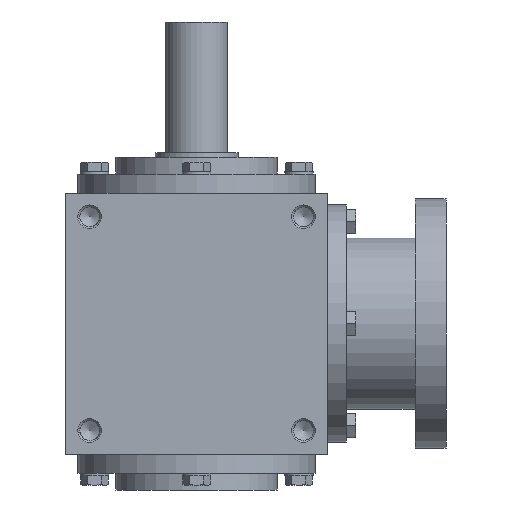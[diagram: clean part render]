
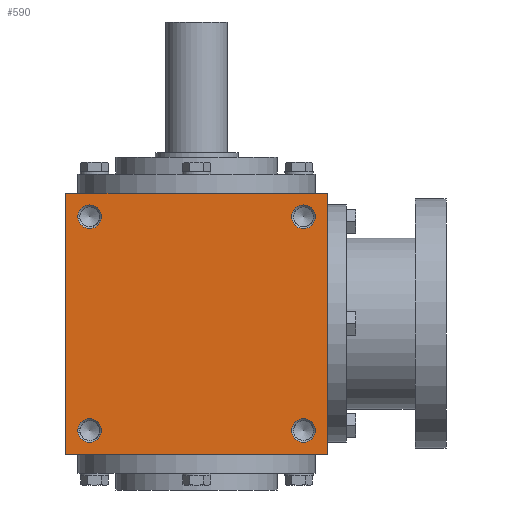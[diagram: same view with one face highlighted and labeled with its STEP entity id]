
A CAD part, front view. The second image highlights one B-rep face of the part: STEP entity #590.
In plain terms, the highlighted planar face has unit normal (0, -1, 0).
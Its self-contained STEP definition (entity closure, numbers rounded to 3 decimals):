
#590 = ADVANCED_FACE( '', ( #1217, #1218, #1219, #1220, #1221 ), #1222, .F. );
#1217 = FACE_BOUND( '', #1918, .T. );
#1218 = FACE_BOUND( '', #1919, .T. );
#1219 = FACE_BOUND( '', #1920, .T. );
#1220 = FACE_BOUND( '', #1921, .T. );
#1221 = FACE_OUTER_BOUND( '', #1922, .T. );
#1222 = PLANE( '', #1923 );
#1918 = EDGE_LOOP( '', ( #2970 ) );
#1919 = EDGE_LOOP( '', ( #2971 ) );
#1920 = EDGE_LOOP( '', ( #2972 ) );
#1921 = EDGE_LOOP( '', ( #2973 ) );
#1922 = EDGE_LOOP( '', ( #2974, #2975, #2976, #2977 ) );
#1923 = AXIS2_PLACEMENT_3D( '', #2978, #2979, #2980 );
#2970 = ORIENTED_EDGE( '', *, *, #3902, .T. );
#2971 = ORIENTED_EDGE( '', *, *, #3903, .T. );
#2972 = ORIENTED_EDGE( '', *, *, #3904, .F. );
#2973 = ORIENTED_EDGE( '', *, *, #3635, .F. );
#2974 = ORIENTED_EDGE( '', *, *, #3905, .T. );
#2975 = ORIENTED_EDGE( '', *, *, #3900, .F. );
#2976 = ORIENTED_EDGE( '', *, *, #3855, .F. );
#2977 = ORIENTED_EDGE( '', *, *, #3644, .T. );
#2978 = CARTESIAN_POINT( '', ( -55., -55., 55. ) );
#2979 = DIRECTION( '', ( 0., 1., 0. ) );
#2980 = DIRECTION( '', ( 0., 0., 1. ) );
#3635 = EDGE_CURVE( '', #4194, #4194, #4195, .T. );
#3644 = EDGE_CURVE( '', #4211, #4209, #4212, .T. );
#3855 = EDGE_CURVE( '', #4211, #4525, #4526, .T. );
#3900 = EDGE_CURVE( '', #4525, #4587, #4589, .T. );
#3902 = EDGE_CURVE( '', #4591, #4591, #4592, .T. );
#3903 = EDGE_CURVE( '', #4593, #4593, #4594, .T. );
#3904 = EDGE_CURVE( '', #4595, #4595, #4596, .T. );
#3905 = EDGE_CURVE( '', #4209, #4587, #4597, .T. );
#4194 = VERTEX_POINT( '', #4980 );
#4195 = CIRCLE( '', #4981, 5. );
#4209 = VERTEX_POINT( '', #4995 );
#4211 = VERTEX_POINT( '', #4998 );
#4212 = LINE( '', #4999, #5000 );
#4525 = VERTEX_POINT( '', #5425 );
#4526 = LINE( '', #5426, #5427 );
#4587 = VERTEX_POINT( '', #5502 );
#4589 = LINE( '', #5505, #5506 );
#4591 = VERTEX_POINT( '', #5508 );
#4592 = CIRCLE( '', #5509, 5. );
#4593 = VERTEX_POINT( '', #5510 );
#4594 = CIRCLE( '', #5511, 5. );
#4595 = VERTEX_POINT( '', #5512 );
#4596 = CIRCLE( '', #5513, 5. );
#4597 = LINE( '', #5514, #5515 );
#4980 = CARTESIAN_POINT( '', ( 45., -55., 40. ) );
#4981 = AXIS2_PLACEMENT_3D( '', #5849, #5850, #5851 );
#4995 = CARTESIAN_POINT( '', ( -55., -55., -55. ) );
#4998 = CARTESIAN_POINT( '', ( -55., -55., 55. ) );
#4999 = CARTESIAN_POINT( '', ( -55., -55., 55. ) );
#5000 = VECTOR( '', #5871, 1000. );
#5425 = CARTESIAN_POINT( '', ( 55., -55., 55. ) );
#5426 = CARTESIAN_POINT( '', ( -55., -55., 55. ) );
#5427 = VECTOR( '', #6206, 1000. );
#5502 = CARTESIAN_POINT( '', ( 55., -55., -55. ) );
#5505 = CARTESIAN_POINT( '', ( 55., -55., 55. ) );
#5506 = VECTOR( '', #6275, 1000. );
#5508 = CARTESIAN_POINT( '', ( -45., -55., -40. ) );
#5509 = AXIS2_PLACEMENT_3D( '', #6276, #6277, #6278 );
#5510 = CARTESIAN_POINT( '', ( -45., -55., 50. ) );
#5511 = AXIS2_PLACEMENT_3D( '', #6279, #6280, #6281 );
#5512 = CARTESIAN_POINT( '', ( 45., -55., -50. ) );
#5513 = AXIS2_PLACEMENT_3D( '', #6282, #6283, #6284 );
#5514 = CARTESIAN_POINT( '', ( -55., -55., -55. ) );
#5515 = VECTOR( '', #6285, 1000. );
#5849 = CARTESIAN_POINT( '', ( 45., -55., 45. ) );
#5850 = DIRECTION( '', ( 0., -1., 0. ) );
#5851 = DIRECTION( '', ( 0., 0., -1. ) );
#5871 = DIRECTION( '', ( 0., 0., -1. ) );
#6206 = DIRECTION( '', ( 1., 0., 0. ) );
#6275 = DIRECTION( '', ( 0., 0., -1. ) );
#6276 = CARTESIAN_POINT( '', ( -45., -55., -45. ) );
#6277 = DIRECTION( '', ( 0., 1., 0. ) );
#6278 = DIRECTION( '', ( 0., 0., 1. ) );
#6279 = CARTESIAN_POINT( '', ( -45., -55., 45. ) );
#6280 = DIRECTION( '', ( 0., 1., 0. ) );
#6281 = DIRECTION( '', ( 0., 0., 1. ) );
#6282 = CARTESIAN_POINT( '', ( 45., -55., -45. ) );
#6283 = DIRECTION( '', ( 0., -1., 0. ) );
#6284 = DIRECTION( '', ( 0., 0., -1. ) );
#6285 = DIRECTION( '', ( 1., 0., 0. ) );
